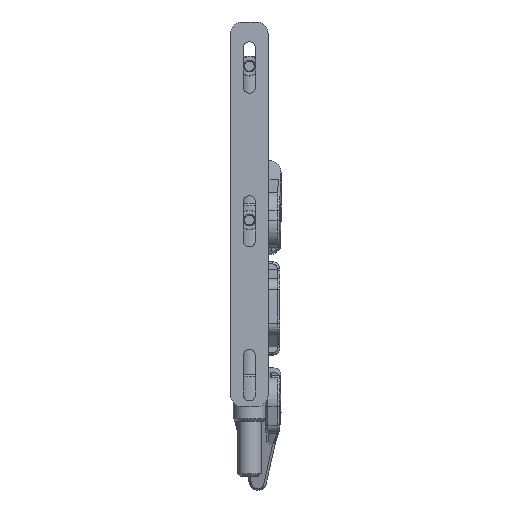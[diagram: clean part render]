
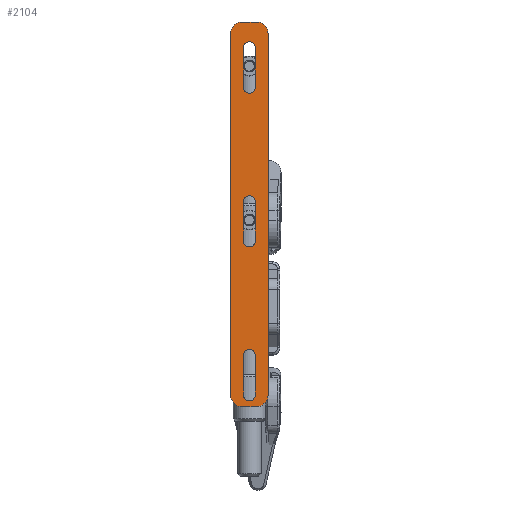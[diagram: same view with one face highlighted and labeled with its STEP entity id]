
A CAD part, left-side view. The second image highlights one B-rep face of the part: STEP entity #2104.
In plain terms, the highlighted face is planar.
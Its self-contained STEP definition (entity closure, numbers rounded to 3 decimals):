
#2104=ADVANCED_FACE('',(#5697,#5699,#5701,#5703),#5705,.F.);
#5697=FACE_BOUND('',#5698,.T.);
#5698=EDGE_LOOP('',(#22059,#22060,#22061,#22062,#22063,#22064,#22065,#22066));
#5699=FACE_BOUND('',#5700,.T.);
#5700=EDGE_LOOP('',(#22067,#22068,#22069,#22070));
#5701=FACE_BOUND('',#5702,.T.);
#5702=EDGE_LOOP('',(#22071,#22072,#22073,#22074));
#5703=FACE_BOUND('',#5704,.T.);
#5704=EDGE_LOOP('',(#22075,#22076,#22077,#22078));
#5705=PLANE('',#5706);
#5706=AXIS2_PLACEMENT_3D('',#5707,#5708,#5709);
#5707=CARTESIAN_POINT('',(0.,0.,0.));
#5708=DIRECTION('',(0.,0.,1.));
#5709=DIRECTION('',(-1.,0.,0.));
#22059=ORIENTED_EDGE('',*,*,#28907,.F.);
#22060=ORIENTED_EDGE('',*,*,#28908,.F.);
#22061=ORIENTED_EDGE('',*,*,#28909,.F.);
#22062=ORIENTED_EDGE('',*,*,#28910,.F.);
#22063=ORIENTED_EDGE('',*,*,#28911,.F.);
#22064=ORIENTED_EDGE('',*,*,#28841,.F.);
#22065=ORIENTED_EDGE('',*,*,#28905,.F.);
#22066=ORIENTED_EDGE('',*,*,#28912,.F.);
#22067=ORIENTED_EDGE('',*,*,#28913,.T.);
#22068=ORIENTED_EDGE('',*,*,#28914,.T.);
#22069=ORIENTED_EDGE('',*,*,#28915,.T.);
#22070=ORIENTED_EDGE('',*,*,#28916,.T.);
#22071=ORIENTED_EDGE('',*,*,#28917,.T.);
#22072=ORIENTED_EDGE('',*,*,#28918,.T.);
#22073=ORIENTED_EDGE('',*,*,#28919,.T.);
#22074=ORIENTED_EDGE('',*,*,#28920,.T.);
#22075=ORIENTED_EDGE('',*,*,#28921,.T.);
#22076=ORIENTED_EDGE('',*,*,#28922,.T.);
#22077=ORIENTED_EDGE('',*,*,#28923,.T.);
#22078=ORIENTED_EDGE('',*,*,#28924,.T.);
#28841=EDGE_CURVE('',#31035,#31037,#31038,.T.);
#28905=EDGE_CURVE('',#31160,#31035,#31161,.T.);
#28907=EDGE_CURVE('',#31163,#31164,#31165,.T.);
#28908=EDGE_CURVE('',#31166,#31163,#31167,.T.);
#28909=EDGE_CURVE('',#31168,#31166,#31169,.T.);
#28910=EDGE_CURVE('',#31170,#31168,#31171,.T.);
#28911=EDGE_CURVE('',#31037,#31170,#31172,.T.);
#28912=EDGE_CURVE('',#31164,#31160,#31173,.T.);
#28913=EDGE_CURVE('',#31174,#31175,#31176,.T.);
#28914=EDGE_CURVE('',#31175,#31177,#31178,.T.);
#28915=EDGE_CURVE('',#31177,#31179,#31180,.T.);
#28916=EDGE_CURVE('',#31179,#31174,#31181,.T.);
#28917=EDGE_CURVE('',#31182,#31183,#31184,.T.);
#28918=EDGE_CURVE('',#31183,#31185,#31186,.T.);
#28919=EDGE_CURVE('',#31185,#31187,#31188,.T.);
#28920=EDGE_CURVE('',#31187,#31182,#31189,.T.);
#28921=EDGE_CURVE('',#31190,#31191,#31192,.T.);
#28922=EDGE_CURVE('',#31191,#31193,#31194,.T.);
#28923=EDGE_CURVE('',#31193,#31195,#31196,.T.);
#28924=EDGE_CURVE('',#31195,#31190,#31197,.T.);
#31035=VERTEX_POINT('',#35897);
#31037=VERTEX_POINT('',#35901);
#31038=LINE('',#35902,#35903);
#31160=VERTEX_POINT('',#36350);
#31161=CIRCLE('',#36351,5.);
#31163=VERTEX_POINT('',#36358);
#31164=VERTEX_POINT('',#36359);
#31165=CIRCLE('',#36360,5.);
#31166=VERTEX_POINT('',#36364);
#31167=LINE('',#36365,#36366);
#31168=VERTEX_POINT('',#36368);
#31169=CIRCLE('',#36369,5.);
#31170=VERTEX_POINT('',#36373);
#31171=LINE('',#36374,#36375);
#31172=CIRCLE('',#36377,5.);
#31173=LINE('',#36381,#36382);
#31174=VERTEX_POINT('',#36384);
#31175=VERTEX_POINT('',#36385);
#31176=CIRCLE('',#36386,2.5);
#31177=VERTEX_POINT('',#36390);
#31178=LINE('',#36391,#36392);
#31179=VERTEX_POINT('',#36394);
#31180=CIRCLE('',#36395,2.5);
#31181=LINE('',#36399,#36400);
#31182=VERTEX_POINT('',#36402);
#31183=VERTEX_POINT('',#36403);
#31184=CIRCLE('',#36404,2.5);
#31185=VERTEX_POINT('',#36408);
#31186=LINE('',#36409,#36410);
#31187=VERTEX_POINT('',#36412);
#31188=CIRCLE('',#36413,2.5);
#31189=LINE('',#36417,#36418);
#31190=VERTEX_POINT('',#36420);
#31191=VERTEX_POINT('',#36421);
#31192=LINE('',#36422,#36423);
#31193=VERTEX_POINT('',#36425);
#31194=CIRCLE('',#36426,2.5);
#31195=VERTEX_POINT('',#36430);
#31196=LINE('',#36431,#36432);
#31197=CIRCLE('',#36434,2.5);
#35897=CARTESIAN_POINT('',(40.,8.,0.));
#35901=CARTESIAN_POINT('',(-115.,8.,0.));
#35902=CARTESIAN_POINT('',(40.,8.,0.));
#35903=VECTOR('',#35904,1.);
#35904=DIRECTION('',(-1.,0.,0.));
#36350=CARTESIAN_POINT('',(45.,3.,0.));
#36351=AXIS2_PLACEMENT_3D('',#36352,#36353,#36354);
#36352=CARTESIAN_POINT('',(40.,3.,0.));
#36353=DIRECTION('',(0.,0.,1.));
#36354=DIRECTION('',(1.,0.,0.));
#36358=CARTESIAN_POINT('',(40.,-8.,0.));
#36359=CARTESIAN_POINT('',(45.,-3.,0.));
#36360=AXIS2_PLACEMENT_3D('',#36361,#36362,#36363);
#36361=CARTESIAN_POINT('',(40.,-3.,0.));
#36362=DIRECTION('',(0.,0.,1.));
#36363=DIRECTION('',(0.,-1.,0.));
#36364=CARTESIAN_POINT('',(-115.,-8.,0.));
#36365=CARTESIAN_POINT('',(-115.,-8.,0.));
#36366=VECTOR('',#36367,1.);
#36367=DIRECTION('',(1.,0.,0.));
#36368=CARTESIAN_POINT('',(-120.,-3.,0.));
#36369=AXIS2_PLACEMENT_3D('',#36370,#36371,#36372);
#36370=CARTESIAN_POINT('',(-115.,-3.,0.));
#36371=DIRECTION('',(0.,0.,1.));
#36372=DIRECTION('',(-1.,0.,0.));
#36373=CARTESIAN_POINT('',(-120.,3.,0.));
#36374=CARTESIAN_POINT('',(-120.,3.,0.));
#36375=VECTOR('',#36376,1.);
#36376=DIRECTION('',(0.,-1.,0.));
#36377=AXIS2_PLACEMENT_3D('',#36378,#36379,#36380);
#36378=CARTESIAN_POINT('',(-115.,3.,0.));
#36379=DIRECTION('',(0.,0.,1.));
#36380=DIRECTION('',(0.,1.,0.));
#36381=CARTESIAN_POINT('',(45.,-3.,0.));
#36382=VECTOR('',#36383,1.);
#36383=DIRECTION('',(0.,1.,0.));
#36384=CARTESIAN_POINT('',(23.,2.5,0.));
#36385=CARTESIAN_POINT('',(23.,-2.5,0.));
#36386=AXIS2_PLACEMENT_3D('',#36387,#36388,#36389);
#36387=CARTESIAN_POINT('',(23.,0.,0.));
#36388=DIRECTION('',(0.,0.,1.));
#36389=DIRECTION('',(0.,1.,0.));
#36390=CARTESIAN_POINT('',(40.,-2.5,0.));
#36391=CARTESIAN_POINT('',(23.,-2.5,0.));
#36392=VECTOR('',#36393,1.);
#36393=DIRECTION('',(1.,0.,0.));
#36394=CARTESIAN_POINT('',(40.,2.5,0.));
#36395=AXIS2_PLACEMENT_3D('',#36396,#36397,#36398);
#36396=CARTESIAN_POINT('',(40.,0.,0.));
#36397=DIRECTION('',(0.,0.,1.));
#36398=DIRECTION('',(0.,-1.,0.));
#36399=CARTESIAN_POINT('',(40.,2.5,0.));
#36400=VECTOR('',#36401,1.);
#36401=DIRECTION('',(-1.,0.,0.));
#36402=CARTESIAN_POINT('',(-43.,2.5,0.));
#36403=CARTESIAN_POINT('',(-43.,-2.5,0.));
#36404=AXIS2_PLACEMENT_3D('',#36405,#36406,#36407);
#36405=CARTESIAN_POINT('',(-43.,0.,0.));
#36406=DIRECTION('',(0.,0.,1.));
#36407=DIRECTION('',(0.,1.,0.));
#36408=CARTESIAN_POINT('',(-26.,-2.5,0.));
#36409=CARTESIAN_POINT('',(-43.,-2.5,0.));
#36410=VECTOR('',#36411,1.);
#36411=DIRECTION('',(1.,0.,0.));
#36412=CARTESIAN_POINT('',(-26.,2.5,0.));
#36413=AXIS2_PLACEMENT_3D('',#36414,#36415,#36416);
#36414=CARTESIAN_POINT('',(-26.,0.,0.));
#36415=DIRECTION('',(0.,0.,1.));
#36416=DIRECTION('',(0.,-1.,0.));
#36417=CARTESIAN_POINT('',(-26.,2.5,0.));
#36418=VECTOR('',#36419,1.);
#36419=DIRECTION('',(-1.,0.,0.));
#36420=CARTESIAN_POINT('',(-92.,2.5,0.));
#36421=CARTESIAN_POINT('',(-109.,2.5,0.));
#36422=CARTESIAN_POINT('',(-92.,2.5,0.));
#36423=VECTOR('',#36424,1.);
#36424=DIRECTION('',(-1.,0.,0.));
#36425=CARTESIAN_POINT('',(-109.,-2.5,0.));
#36426=AXIS2_PLACEMENT_3D('',#36427,#36428,#36429);
#36427=CARTESIAN_POINT('',(-109.,0.,0.));
#36428=DIRECTION('',(0.,0.,1.));
#36429=DIRECTION('',(0.,1.,0.));
#36430=CARTESIAN_POINT('',(-92.,-2.5,0.));
#36431=CARTESIAN_POINT('',(-109.,-2.5,0.));
#36432=VECTOR('',#36433,1.);
#36433=DIRECTION('',(1.,0.,0.));
#36434=AXIS2_PLACEMENT_3D('',#36435,#36436,#36437);
#36435=CARTESIAN_POINT('',(-92.,0.,0.));
#36436=DIRECTION('',(0.,0.,1.));
#36437=DIRECTION('',(0.,-1.,0.));
